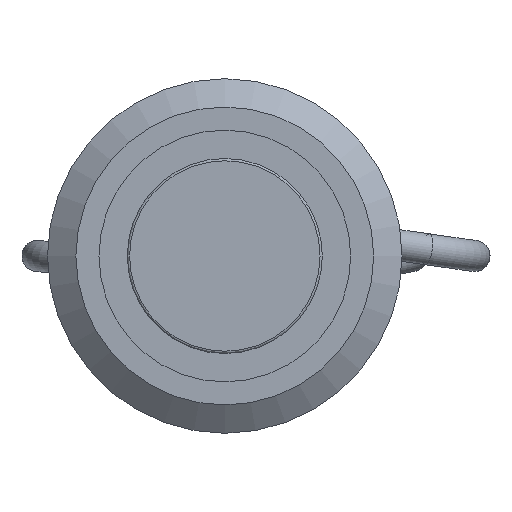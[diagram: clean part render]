
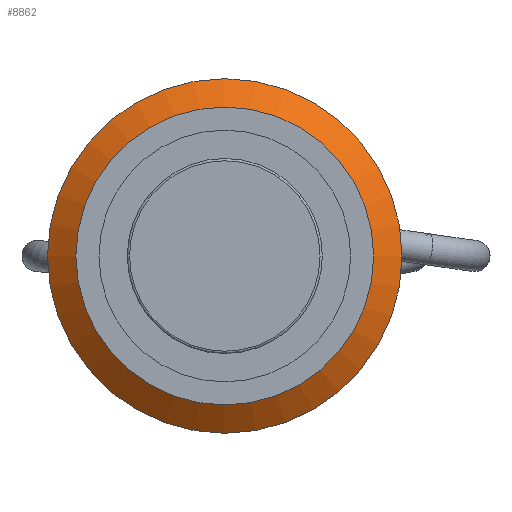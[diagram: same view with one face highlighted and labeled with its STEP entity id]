
A CAD part, front view. The second image highlights one B-rep face of the part: STEP entity #8862.
In plain terms, the highlighted conical face has half-angle 53.13 degrees and reference radius 11.5 mm.
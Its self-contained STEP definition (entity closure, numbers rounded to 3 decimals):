
#56=CONICAL_SURFACE('',#9627,11.5,0.927);
#831=FACE_OUTER_BOUND('',#1333,.T.);
#1333=EDGE_LOOP('',(#7773,#7774,#7775,#7776,#7777,#7778));
#1919=CIRCLE('',#9625,12.5);
#1920=CIRCLE('',#9626,12.5);
#1921=CIRCLE('',#9628,10.5);
#1922=CIRCLE('',#9629,10.5);
#2740=LINE('',#15745,#3440);
#3440=VECTOR('',#11851,11.5);
#4214=VERTEX_POINT('',#15735);
#4215=VERTEX_POINT('',#15736);
#4216=VERTEX_POINT('',#15741);
#4217=VERTEX_POINT('',#15742);
#5430=EDGE_CURVE('',#4214,#4215,#1919,.T.);
#5431=EDGE_CURVE('',#4215,#4214,#1920,.T.);
#5433=EDGE_CURVE('',#4216,#4217,#1921,.T.);
#5434=EDGE_CURVE('',#4217,#4216,#1922,.T.);
#5435=EDGE_CURVE('',#4217,#4215,#2740,.T.);
#7773=ORIENTED_EDGE('',*,*,#5433,.F.);
#7774=ORIENTED_EDGE('',*,*,#5434,.F.);
#7775=ORIENTED_EDGE('',*,*,#5435,.T.);
#7776=ORIENTED_EDGE('',*,*,#5431,.T.);
#7777=ORIENTED_EDGE('',*,*,#5430,.T.);
#7778=ORIENTED_EDGE('',*,*,#5435,.F.);
#8862=ADVANCED_FACE('',(#831),#56,.T.);
#9625=AXIS2_PLACEMENT_3D('',#15737,#11840,#11841);
#9626=AXIS2_PLACEMENT_3D('',#15738,#11842,#11843);
#9627=AXIS2_PLACEMENT_3D('',#15740,#11845,#11846);
#9628=AXIS2_PLACEMENT_3D('',#15743,#11847,#11848);
#9629=AXIS2_PLACEMENT_3D('',#15744,#11849,#11850);
#11840=DIRECTION('center_axis',(0.,-1.,0.));
#11841=DIRECTION('ref_axis',(0.,0.,
1.));
#11842=DIRECTION('center_axis',(0.,-1.,0.));
#11843=DIRECTION('ref_axis',(0.,0.,
1.));
#11845=DIRECTION('center_axis',(0.,1.,0.));
#11846=DIRECTION('ref_axis',(0.,0.,
1.));
#11847=DIRECTION('center_axis',(0.,-1.,0.));
#11848=DIRECTION('ref_axis',(0.,0.,
1.));
#11849=DIRECTION('center_axis',(0.,-1.,0.));
#11850=DIRECTION('ref_axis',(0.,0.,
1.));
#11851=DIRECTION('',(0.,0.6,-0.8));
#15735=CARTESIAN_POINT('',(0.,-35.2,12.5));
#15736=CARTESIAN_POINT('',(0.,-35.2,-12.5));
#15737=CARTESIAN_POINT('Origin',(0.,-35.2,
0.));
#15738=CARTESIAN_POINT('Origin',(0.,-35.2,
0.));
#15740=CARTESIAN_POINT('Origin',(0.,-35.95,
0.));
#15741=CARTESIAN_POINT('',(0.,-36.7,10.5));
#15742=CARTESIAN_POINT('',(0.,-36.7,-10.5));
#15743=CARTESIAN_POINT('Origin',(0.,-36.7,
0.));
#15744=CARTESIAN_POINT('Origin',(0.,-36.7,
0.));
#15745=CARTESIAN_POINT('',(0.,-35.95,-11.5));
